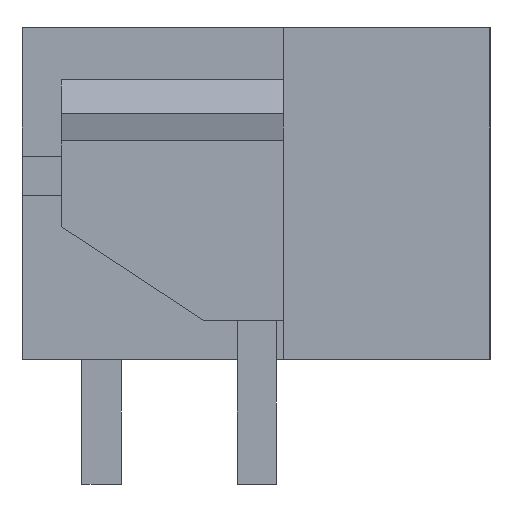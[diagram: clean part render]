
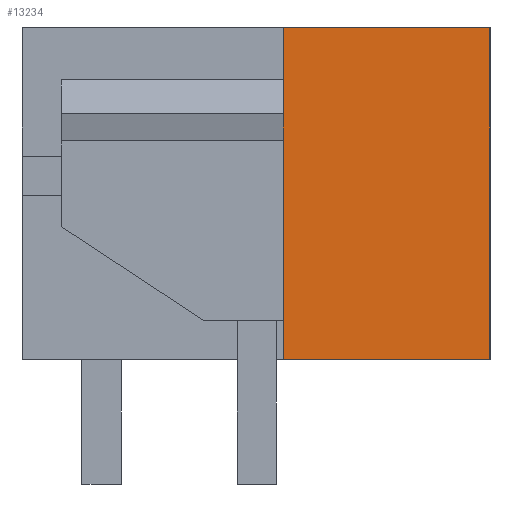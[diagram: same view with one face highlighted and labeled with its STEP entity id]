
A CAD part, left-side view. The second image highlights one B-rep face of the part: STEP entity #13234.
In plain terms, the highlighted planar face has unit normal (-1, 0, 0).
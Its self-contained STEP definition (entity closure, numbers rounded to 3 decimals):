
#13221=AXIS2_PLACEMENT_3D('Plane Axis2P3D',#13218,#13219,#13220) ;
#242=CARTESIAN_POINT('Vertex',(-50.44,-12.,3.2)) ;
#245=CARTESIAN_POINT('Line Origine',(-50.44,-9.35,3.2)) ;
#249=CARTESIAN_POINT('Vertex',(-50.44,-6.7,3.2)) ;
#1932=CARTESIAN_POINT('Vertex',(-50.44,-12.,11.7)) ;
#1935=CARTESIAN_POINT('Line Origine',(-50.44,-12.,7.45)) ;
#3435=CARTESIAN_POINT('Vertex',(-50.44,-6.7,11.7)) ;
#3438=CARTESIAN_POINT('Line Origine',(-50.44,-9.35,11.7)) ;
#13218=CARTESIAN_POINT('Axis2P3D Location',(-50.44,0.,11.7)) ;
#13223=CARTESIAN_POINT('Line Origine',(-50.44,-6.7,7.45)) ;
#246=DIRECTION('Vector Direction',(0.,-1.,0.)) ;
#1936=DIRECTION('Vector Direction',(0.,0.,-1.)) ;
#3439=DIRECTION('Vector Direction',(0.,-1.,0.)) ;
#13219=DIRECTION('Axis2P3D Direction',(-1.,0.,0.)) ;
#13220=DIRECTION('Axis2P3D XDirection',(0.,0.,-1.)) ;
#13224=DIRECTION('Vector Direction',(0.,0.,-1.)) ;
#247=VECTOR('Line Direction',#246,1.) ;
#1937=VECTOR('Line Direction',#1936,1.) ;
#3440=VECTOR('Line Direction',#3439,1.) ;
#13225=VECTOR('Line Direction',#13224,1.) ;
#13229=ORIENTED_EDGE('',*,*,#13227,.F.) ;
#13230=ORIENTED_EDGE('',*,*,#251,.T.) ;
#13231=ORIENTED_EDGE('',*,*,#1939,.F.) ;
#13232=ORIENTED_EDGE('',*,*,#3442,.F.) ;
#13234=ADVANCED_FACE('HOUSING',(#13233),#13222,.T.) ;
#251=EDGE_CURVE('',#250,#243,#248,.T.) ;
#1939=EDGE_CURVE('',#1933,#243,#1938,.T.) ;
#3442=EDGE_CURVE('',#3436,#1933,#3441,.T.) ;
#13227=EDGE_CURVE('',#250,#3436,#13226,.F.) ;
#13228=EDGE_LOOP('',(#13229,#13230,#13231,#13232)) ;
#13233=FACE_OUTER_BOUND('',#13228,.T.) ;
#248=LINE('Line',#245,#247) ;
#1938=LINE('Line',#1935,#1937) ;
#3441=LINE('Line',#3438,#3440) ;
#13226=LINE('Line',#13223,#13225) ;
#13222=PLANE('',#13221) ;
#243=VERTEX_POINT('',#242) ;
#250=VERTEX_POINT('',#249) ;
#1933=VERTEX_POINT('',#1932) ;
#3436=VERTEX_POINT('',#3435) ;
